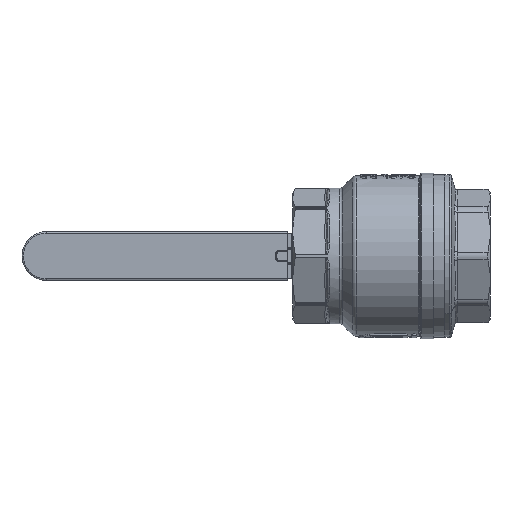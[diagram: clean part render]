
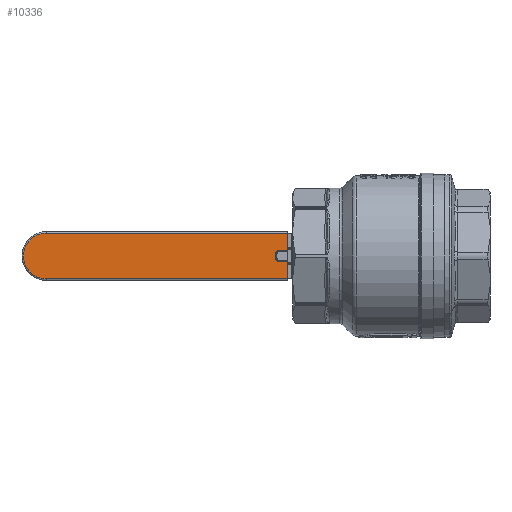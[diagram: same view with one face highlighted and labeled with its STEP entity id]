
A CAD part, front view. The second image highlights one B-rep face of the part: STEP entity #10336.
In plain terms, the highlighted planar face has unit normal (0, -1, 0).
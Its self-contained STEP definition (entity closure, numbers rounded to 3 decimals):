
#249 = CARTESIAN_POINT ( 'NONE',  ( -232.5, 90.16, 0. ) ) ;
#250 = DIRECTION ( 'NONE',  ( 0., -1., 0. ) ) ;
#251 = DIRECTION ( 'NONE',  ( 1., 0., 0. ) ) ;
#261 = CARTESIAN_POINT ( 'NONE',  ( -232.5, 90.16, 0. ) ) ;
#262 = DIRECTION ( 'NONE',  ( 0., -1., 0. ) ) ;
#263 = DIRECTION ( 'NONE',  ( 1., 0., 0. ) ) ;
#283 = CARTESIAN_POINT ( 'NONE',  ( -70., 90.16, 15.5 ) ) ;
#284 = DIRECTION ( 'NONE',  ( -1., 0., 0. ) ) ;
#285 = CARTESIAN_POINT ( 'NONE',  ( -70., 90.16, 3.95 ) ) ;
#286 = DIRECTION ( 'NONE',  ( 1., 0., 0. ) ) ;
#295 = CARTESIAN_POINT ( 'NONE',  ( -74.8, 90.16, 0.5 ) ) ;
#296 = DIRECTION ( 'NONE',  ( 0., 1., 0. ) ) ;
#297 = DIRECTION ( 'NONE',  ( 1., 0., 0. ) ) ;
#304 = CARTESIAN_POINT ( 'NONE',  ( -74.8, 90.16, -0.5 ) ) ;
#305 = DIRECTION ( 'NONE',  ( 0., 1., 0. ) ) ;
#306 = DIRECTION ( 'NONE',  ( 1., 0., 0. ) ) ;
#321 = CARTESIAN_POINT ( 'NONE',  ( -74.8, 90.16, -3.95 ) ) ;
#322 = DIRECTION ( 'NONE',  ( -1., 0., 0. ) ) ;
#323 = CARTESIAN_POINT ( 'NONE',  ( -70., 90.16, -16.5 ) ) ;
#324 = DIRECTION ( 'NONE',  ( 0., 0., 1. ) ) ;
#325 = CARTESIAN_POINT ( 'NONE',  ( -78.25, 90.16, -16.5 ) ) ;
#326 = DIRECTION ( 'NONE',  ( 0., 0., 1. ) ) ;
#327 = CARTESIAN_POINT ( 'NONE',  ( -70., 90.16, -16.5 ) ) ;
#328 = DIRECTION ( 'NONE',  ( 0., 0., 1. ) ) ;
#329 = CARTESIAN_POINT ( 'NONE',  ( -70., 90.16, -15.5 ) ) ;
#330 = DIRECTION ( 'NONE',  ( 1., 0., 0. ) ) ;
#6661 = EDGE_LOOP ( 'NONE', ( #14564, #14566, #14563, #14565, #14568, #14569, #14567, #14571, #14572, #14570, #14573 ) ) ;
#10336 = ADVANCED_FACE ( 'NONE', ( #20169 ), #22546, .F. ) ;
#11782 = VERTEX_POINT ( 'NONE', #26710 ) ;
#11783 = VERTEX_POINT ( 'NONE', #26711 ) ;
#11786 = VERTEX_POINT ( 'NONE', #26714 ) ;
#11788 = VERTEX_POINT ( 'NONE', #26716 ) ;
#11789 = VERTEX_POINT ( 'NONE', #26717 ) ;
#11791 = VERTEX_POINT ( 'NONE', #26719 ) ;
#11793 = VERTEX_POINT ( 'NONE', #26721 ) ;
#11794 = VERTEX_POINT ( 'NONE', #26722 ) ;
#11795 = VERTEX_POINT ( 'NONE', #26723 ) ;
#11798 = VERTEX_POINT ( 'NONE', #26726 ) ;
#11799 = VERTEX_POINT ( 'NONE', #26727 ) ;
#13738 = EDGE_CURVE ( 'NONE', #11783, #11782, #29189, .T. ) ;
#13742 = EDGE_CURVE ( 'NONE', #11782, #11786, #29216, .T. ) ;
#13751 = EDGE_CURVE ( 'NONE', #11788, #11783, #20670, .T. ) ;
#13752 = EDGE_CURVE ( 'NONE', #11791, #11789, #20671, .T. ) ;
#13756 = EDGE_CURVE ( 'NONE', #11793, #11791, #29243, .T. ) ;
#13759 = EDGE_CURVE ( 'NONE', #11795, #11794, #29242, .T. ) ;
#13765 = EDGE_CURVE ( 'NONE', #11798, #11795, #20674, .T. ) ;
#13766 = EDGE_CURVE ( 'NONE', #11799, #11798, #20675, .T. ) ;
#13767 = EDGE_CURVE ( 'NONE', #11794, #11793, #20676, .T. ) ;
#13768 = EDGE_CURVE ( 'NONE', #11789, #11788, #20677, .T. ) ;
#13769 = EDGE_CURVE ( 'NONE', #11786, #11799, #20678, .T. ) ;
#14563 = ORIENTED_EDGE ( 'NONE', *, *, #13759, .T. ) ;
#14564 = ORIENTED_EDGE ( 'NONE', *, *, #13766, .T. ) ;
#14565 = ORIENTED_EDGE ( 'NONE', *, *, #13767, .T. ) ;
#14566 = ORIENTED_EDGE ( 'NONE', *, *, #13765, .T. ) ;
#14567 = ORIENTED_EDGE ( 'NONE', *, *, #13768, .T. ) ;
#14568 = ORIENTED_EDGE ( 'NONE', *, *, #13756, .T. ) ;
#14569 = ORIENTED_EDGE ( 'NONE', *, *, #13752, .T. ) ;
#14570 = ORIENTED_EDGE ( 'NONE', *, *, #13742, .T. ) ;
#14571 = ORIENTED_EDGE ( 'NONE', *, *, #13751, .T. ) ;
#14572 = ORIENTED_EDGE ( 'NONE', *, *, #13738, .T. ) ;
#14573 = ORIENTED_EDGE ( 'NONE', *, *, #13769, .T. ) ;
#16466 = AXIS2_PLACEMENT_3D ( 'NONE', #22547, #22548, #22549 ) ;
#20169 = FACE_OUTER_BOUND ( 'NONE', #6661, .T. ) ;
#20670 = LINE ( 'NONE', #283, #29236 ) ;
#20671 = LINE ( 'NONE', #285, #29238 ) ;
#20674 = LINE ( 'NONE', #321, #29261 ) ;
#20675 = LINE ( 'NONE', #323, #29262 ) ;
#20676 = LINE ( 'NONE', #325, #29263 ) ;
#20677 = LINE ( 'NONE', #327, #29264 ) ;
#20678 = LINE ( 'NONE', #329, #29265 ) ;
#22546 = PLANE ( 'NONE',  #16466 ) ;
#22547 = CARTESIAN_POINT ( 'NONE',  ( -70., 90.16, -16.5 ) ) ;
#22548 = DIRECTION ( 'NONE',  ( 0., 1., 0. ) ) ;
#22549 = DIRECTION ( 'NONE',  ( 1., 0., 0. ) ) ;
#26710 = CARTESIAN_POINT ( 'NONE',  ( -248., 90.16, 0. ) ) ;
#26711 = CARTESIAN_POINT ( 'NONE',  ( -232.5, 90.16, 15.5 ) ) ;
#26714 = CARTESIAN_POINT ( 'NONE',  ( -232.5, 90.16, -15.5 ) ) ;
#26716 = CARTESIAN_POINT ( 'NONE',  ( -70., 90.16, 15.5 ) ) ;
#26717 = CARTESIAN_POINT ( 'NONE',  ( -70., 90.16, 3.95 ) ) ;
#26719 = CARTESIAN_POINT ( 'NONE',  ( -74.8, 90.16, 3.95 ) ) ;
#26721 = CARTESIAN_POINT ( 'NONE',  ( -78.25, 90.16, 0.5 ) ) ;
#26722 = CARTESIAN_POINT ( 'NONE',  ( -78.25, 90.16, -0.5 ) ) ;
#26723 = CARTESIAN_POINT ( 'NONE',  ( -74.8, 90.16, -3.95 ) ) ;
#26726 = CARTESIAN_POINT ( 'NONE',  ( -70., 90.16, -3.95 ) ) ;
#26727 = CARTESIAN_POINT ( 'NONE',  ( -70., 90.16, -15.5 ) ) ;
#29189 = CIRCLE ( 'NONE', #29217, 15.5 ) ;
#29216 = CIRCLE ( 'NONE', #29225, 15.5 ) ;
#29217 = AXIS2_PLACEMENT_3D ( 'NONE', #249, #250, #251 ) ;
#29225 = AXIS2_PLACEMENT_3D ( 'NONE', #261, #262, #263 ) ;
#29236 = VECTOR ( 'NONE', #284, 1000. ) ;
#29238 = VECTOR ( 'NONE', #286, 1000. ) ;
#29242 = CIRCLE ( 'NONE', #29251, 3.45 ) ;
#29243 = CIRCLE ( 'NONE', #29245, 3.45 ) ;
#29245 = AXIS2_PLACEMENT_3D ( 'NONE', #295, #296, #297 ) ;
#29251 = AXIS2_PLACEMENT_3D ( 'NONE', #304, #305, #306 ) ;
#29261 = VECTOR ( 'NONE', #322, 1000. ) ;
#29262 = VECTOR ( 'NONE', #324, 1000. ) ;
#29263 = VECTOR ( 'NONE', #326, 1000. ) ;
#29264 = VECTOR ( 'NONE', #328, 1000. ) ;
#29265 = VECTOR ( 'NONE', #330, 1000. ) ;
